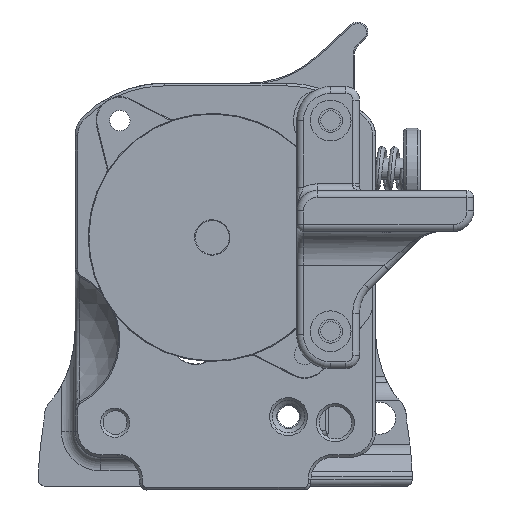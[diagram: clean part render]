
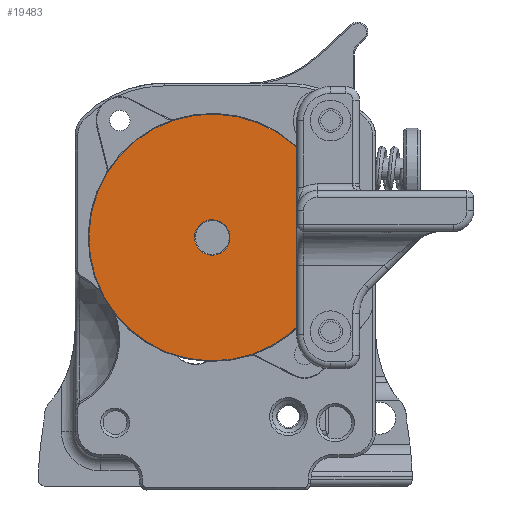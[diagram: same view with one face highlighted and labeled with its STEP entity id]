
A CAD part, left-side view. The second image highlights one B-rep face of the part: STEP entity #19483.
In plain terms, the highlighted face is planar.
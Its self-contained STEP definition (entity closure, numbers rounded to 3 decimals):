
#505=FACE_BOUND('',#3245,.T.);
#1135=PLANE('',#21681);
#2037=FACE_OUTER_BOUND('',#3244,.T.);
#3244=EDGE_LOOP('',(#15767));
#3245=EDGE_LOOP('',(#15768));
#7184=CIRCLE('',#21511,2.6);
#7186=CIRCLE('',#21514,18.15);
#8679=VERTEX_POINT('',#35908);
#8682=VERTEX_POINT('',#35915);
#11058=EDGE_CURVE('',#8679,#8679,#7184,.T.);
#11061=EDGE_CURVE('',#8682,#8682,#7186,.T.);
#15767=ORIENTED_EDGE('',*,*,#11061,.T.);
#15768=ORIENTED_EDGE('',*,*,#11058,.T.);
#19483=ADVANCED_FACE('',(#2037,#505),#1135,.T.);
#21511=AXIS2_PLACEMENT_3D('',#35910,#25933,#25934);
#21514=AXIS2_PLACEMENT_3D('',#35917,#25940,#25941);
#21681=AXIS2_PLACEMENT_3D('',#36288,#26342,#26343);
#25933=DIRECTION('center_axis',(0.,0.,
1.));
#25934=DIRECTION('ref_axis',(0.,1.,0.));
#25940=DIRECTION('center_axis',(0.,0.,-1.));
#25941=DIRECTION('ref_axis',(1.,0.,0.));
#26342=DIRECTION('center_axis',(0.,0.,-1.));
#26343=DIRECTION('ref_axis',(-1.,0.,0.));
#35908=CARTESIAN_POINT('',(0.,22.9,-23.5));
#35910=CARTESIAN_POINT('Origin',(0.,25.5,-23.5));
#35915=CARTESIAN_POINT('',(-18.15,25.5,-23.5));
#35917=CARTESIAN_POINT('Origin',(0.,25.5,-23.5));
#36288=CARTESIAN_POINT('Origin',(0.,25.5,-23.5));
